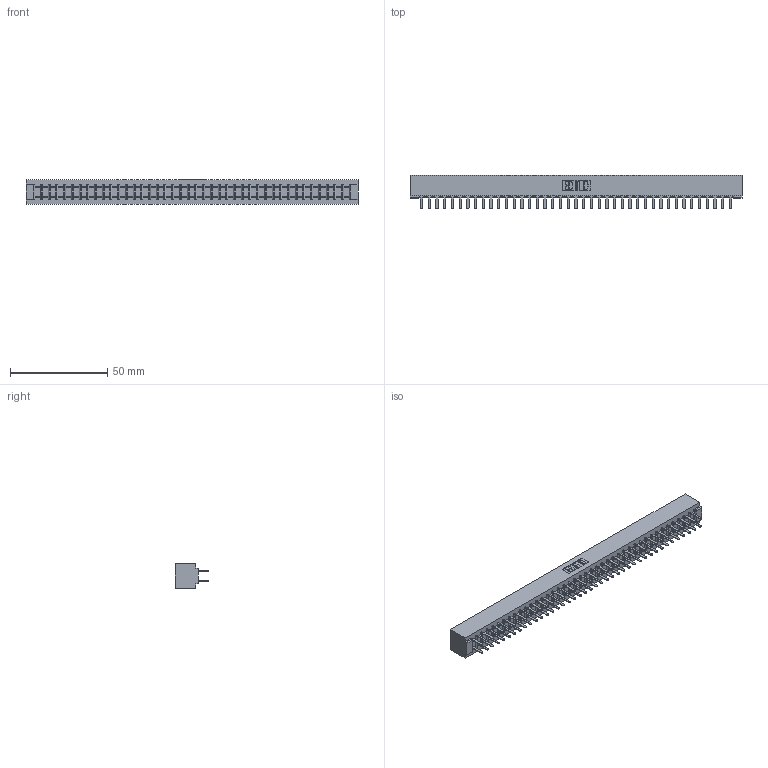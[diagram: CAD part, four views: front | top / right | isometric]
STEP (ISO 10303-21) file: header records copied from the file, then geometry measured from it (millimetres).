
FILE_DESCRIPTION (( 'STEP AP203' ), '1' );
FILE_NAME ('307-082-520-201.STEP', '2019-09-07T00:29:22', ( '' ), ( '' ), 'SwSTEP 2.0', 'SolidWorks 2016', '' );
FILE_SCHEMA (( 'CONFIG_CONTROL_DESIGN' ));
Length unit declared in the file: inch
Products named in the file (3): 307 Part_No Mounting Lugs; 307-290-001_520; 307-082-520-201
Assembly tree (83 placements, depth 2):
  307-082-520-201
    307 Part_No Mounting Lugs
    307-290-001_520  x82
Bounding box: 170.33 x 17.42 x 12.7 mm (x, y, z)
Volume: 18713.4 mm3; surface area: 23323.4 mm2
Topology: 83 solids, 83 shells, 3924 faces, 10959 edges, 7082 vertices
Faces by surface type: plane 2608, cylinder 1232, sphere 84
Entity records: 36274 total; most frequent: CARTESIAN_POINT 5929, ORIENTED_EDGE 5874, DIRECTION 5807, EDGE_CURVE 2937, LINE 2255, VECTOR 2255, VERTEX_POINT 1898, AXIS2_PLACEMENT_3D 1776
